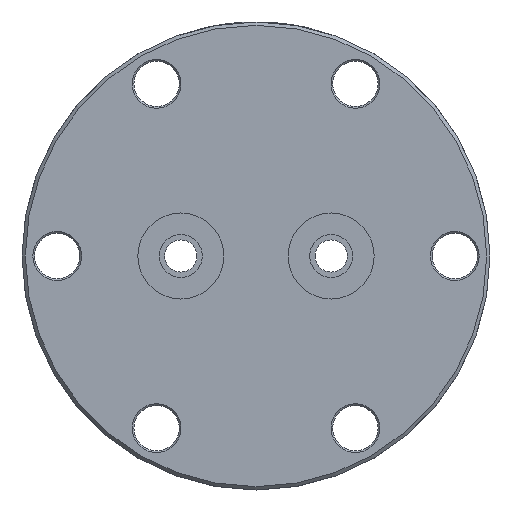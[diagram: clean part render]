
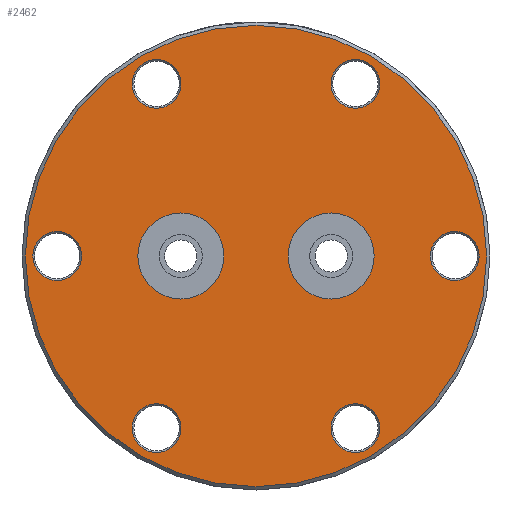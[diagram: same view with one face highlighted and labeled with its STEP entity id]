
A CAD part, left-side view. The second image highlights one B-rep face of the part: STEP entity #2462.
In plain terms, the highlighted face is planar.
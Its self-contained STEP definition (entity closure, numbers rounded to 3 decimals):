
#226=FACE_BOUND('',#478,.T.);
#227=FACE_BOUND('',#479,.T.);
#228=FACE_BOUND('',#480,.T.);
#229=FACE_BOUND('',#481,.T.);
#230=FACE_BOUND('',#482,.T.);
#231=FACE_BOUND('',#483,.T.);
#232=FACE_BOUND('',#484,.T.);
#233=FACE_BOUND('',#485,.T.);
#258=PLANE('',#2742);
#333=FACE_OUTER_BOUND('',#477,.T.);
#477=EDGE_LOOP('',(#1692));
#478=EDGE_LOOP('',(#1693));
#479=EDGE_LOOP('',(#1694));
#480=EDGE_LOOP('',(#1695));
#481=EDGE_LOOP('',(#1696));
#482=EDGE_LOOP('',(#1697));
#483=EDGE_LOOP('',(#1698));
#484=EDGE_LOOP('',(#1699));
#485=EDGE_LOOP('',(#1700));
#944=CIRCLE('',#2733,6.35);
#946=CIRCLE('',#2736,6.35);
#950=CIRCLE('',#2741,34.05);
#951=CIRCLE('',#2743,3.6);
#952=CIRCLE('',#2744,3.6);
#953=CIRCLE('',#2745,3.6);
#954=CIRCLE('',#2746,3.6);
#955=CIRCLE('',#2747,3.6);
#956=CIRCLE('',#2748,3.6);
#1055=VERTEX_POINT('',#3648);
#1057=VERTEX_POINT('',#3654);
#1061=VERTEX_POINT('',#3664);
#1062=VERTEX_POINT('',#3668);
#1063=VERTEX_POINT('',#3670);
#1064=VERTEX_POINT('',#3672);
#1065=VERTEX_POINT('',#3674);
#1066=VERTEX_POINT('',#3676);
#1067=VERTEX_POINT('',#3678);
#1304=EDGE_CURVE('',#1055,#1055,#944,.T.);
#1307=EDGE_CURVE('',#1057,#1057,#946,.T.);
#1313=EDGE_CURVE('',#1061,#1061,#950,.T.);
#1314=EDGE_CURVE('',#1062,#1062,#951,.T.);
#1315=EDGE_CURVE('',#1063,#1063,#952,.T.);
#1316=EDGE_CURVE('',#1064,#1064,#953,.T.);
#1317=EDGE_CURVE('',#1065,#1065,#954,.T.);
#1318=EDGE_CURVE('',#1066,#1066,#955,.T.);
#1319=EDGE_CURVE('',#1067,#1067,#956,.T.);
#1692=ORIENTED_EDGE('',*,*,#1313,.F.);
#1693=ORIENTED_EDGE('',*,*,#1304,.T.);
#1694=ORIENTED_EDGE('',*,*,#1307,.T.);
#1695=ORIENTED_EDGE('',*,*,#1314,.F.);
#1696=ORIENTED_EDGE('',*,*,#1315,.F.);
#1697=ORIENTED_EDGE('',*,*,#1316,.F.);
#1698=ORIENTED_EDGE('',*,*,#1317,.F.);
#1699=ORIENTED_EDGE('',*,*,#1318,.F.);
#1700=ORIENTED_EDGE('',*,*,#1319,.F.);
#2462=ADVANCED_FACE('',(#333,#226,#227,#228,#229,#230,#231,#232,#233),#258,
 .T.);
#2733=AXIS2_PLACEMENT_3D('',#3649,#2992,#2993);
#2736=AXIS2_PLACEMENT_3D('',#3655,#2999,#3000);
#2741=AXIS2_PLACEMENT_3D('',#3666,#3011,#3012);
#2742=AXIS2_PLACEMENT_3D('',#3667,#3013,#3014);
#2743=AXIS2_PLACEMENT_3D('',#3669,#3015,#3016);
#2744=AXIS2_PLACEMENT_3D('',#3671,#3017,#3018);
#2745=AXIS2_PLACEMENT_3D('',#3673,#3019,#3020);
#2746=AXIS2_PLACEMENT_3D('',#3675,#3021,#3022);
#2747=AXIS2_PLACEMENT_3D('',#3677,#3023,#3024);
#2748=AXIS2_PLACEMENT_3D('',#3679,#3025,#3026);
#2992=DIRECTION('center_axis',(0.,1.,0.));
#2993=DIRECTION('ref_axis',(1.,0.,0.));
#2999=DIRECTION('center_axis',(0.,1.,0.));
#3000=DIRECTION('ref_axis',(1.,0.,0.));
#3011=DIRECTION('center_axis',(0.,1.,0.));
#3012=DIRECTION('ref_axis',(1.,0.,0.));
#3013=DIRECTION('center_axis',(0.,-1.,0.));
#3014=DIRECTION('ref_axis',(0.,0.,-1.));
#3015=DIRECTION('center_axis',(0.,-1.,0.));
#3016=DIRECTION('ref_axis',(0.5,0.,0.866));
#3017=DIRECTION('center_axis',(0.,-1.,0.));
#3018=DIRECTION('ref_axis',(-1.,0.,0.));
#3019=DIRECTION('center_axis',(0.,-1.,0.));
#3020=DIRECTION('ref_axis',(0.5,0.,-0.866));
#3021=DIRECTION('center_axis',(0.,-1.,0.));
#3022=DIRECTION('ref_axis',(1.,0.,0.));
#3023=DIRECTION('center_axis',(0.,-1.,0.));
#3024=DIRECTION('ref_axis',(-0.5,0.,-0.866));
#3025=DIRECTION('center_axis',(0.,-1.,0.));
#3026=DIRECTION('ref_axis',(-0.5,0.,0.866));
#3648=CARTESIAN_POINT('',(-6.35,0.,-11.1));
#3649=CARTESIAN_POINT('Origin',(0.,0.,-11.1));
#3654=CARTESIAN_POINT('',(-6.35,0.,11.1));
#3655=CARTESIAN_POINT('Origin',(0.,0.,11.1));
#3664=CARTESIAN_POINT('',(-34.05,0.,0.));
#3666=CARTESIAN_POINT('Origin',(0.,0.,0.));
#3667=CARTESIAN_POINT('Origin',(-34.55,0.,0.));
#3668=CARTESIAN_POINT('',(23.618,0.,-17.793));
#3669=CARTESIAN_POINT('Origin',(25.418,0.,-14.675));
#3670=CARTESIAN_POINT('',(3.6,0.,29.35));
#3671=CARTESIAN_POINT('Origin',(0.,0.,29.35));
#3672=CARTESIAN_POINT('',(-27.218,0.,-11.557));
#3673=CARTESIAN_POINT('Origin',(-25.418,0.,-14.675));
#3674=CARTESIAN_POINT('',(-3.6,0.,-29.35));
#3675=CARTESIAN_POINT('Origin',(0.,0.,-29.35));
#3676=CARTESIAN_POINT('',(-23.618,0.,17.793));
#3677=CARTESIAN_POINT('Origin',(-25.418,0.,14.675));
#3678=CARTESIAN_POINT('',(27.218,0.,11.557));
#3679=CARTESIAN_POINT('Origin',(25.418,0.,14.675));
